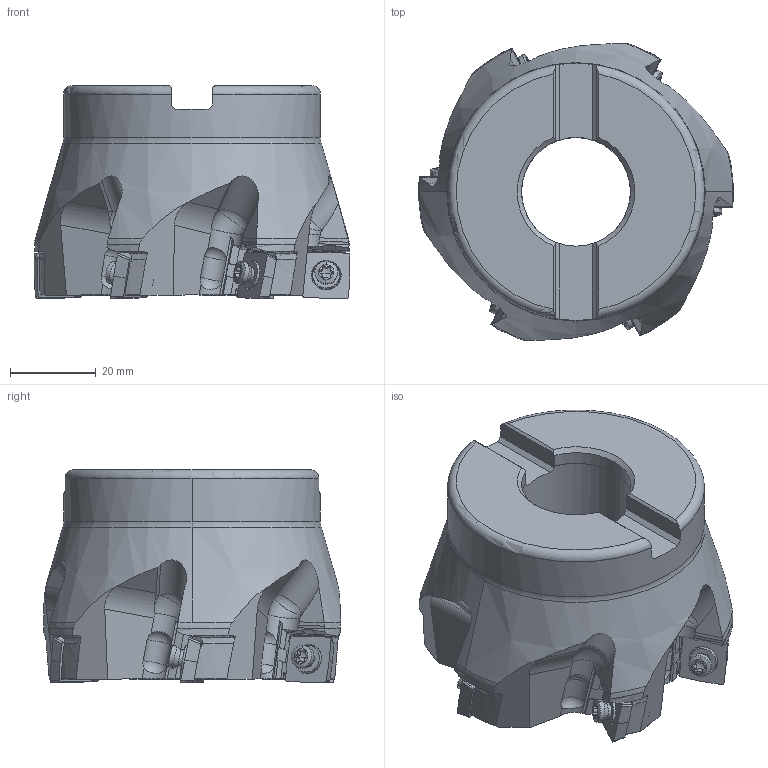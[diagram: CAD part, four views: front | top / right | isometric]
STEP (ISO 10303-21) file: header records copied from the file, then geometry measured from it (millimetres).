
FILE_DESCRIPTION(/* description */ (''),/* implementation_level */ '2;1');
FILE_NAME(/* name */ 'ASX400R0306C.stp',/* time_stamp */ '2021-09-08T11:42:01+09:00',/* author */ (''),/* organization */ (''),/* preprocessor_version */ 'ST-DEVELOPER v16',/* originating_system */ 'SIEMENS PLM Software NX 10.0',/* authorisation */ '');
FILE_SCHEMA (('AUTOMOTIVE_DESIGN { 1 0 10303 214 3 1 1 1 }'));
Length unit declared in the file: millimetre
Products named in the file (1): ASX400R0306C_ASM
Bounding box: 73.75 x 69.4 x 49.72 mm (x, y, z)
Volume: 104213.8 mm3; surface area: 26388.5 mm2
Topology: 19 solids, 19 shells, 892 faces, 2572 edges, 1755 vertices
Faces by surface type: plane 356, cylinder 304, cone 120, torus 46, sphere 30, extrusion 24, bspline 12
Entity records: 35898 total; most frequent: CARTESIAN_POINT 12332, ORIENTED_EDGE 5012, DIRECTION 4581, EDGE_CURVE 2506, AXIS2_PLACEMENT_3D 1751, VERTEX_POINT 1688, VECTOR 1079, LINE 1055
